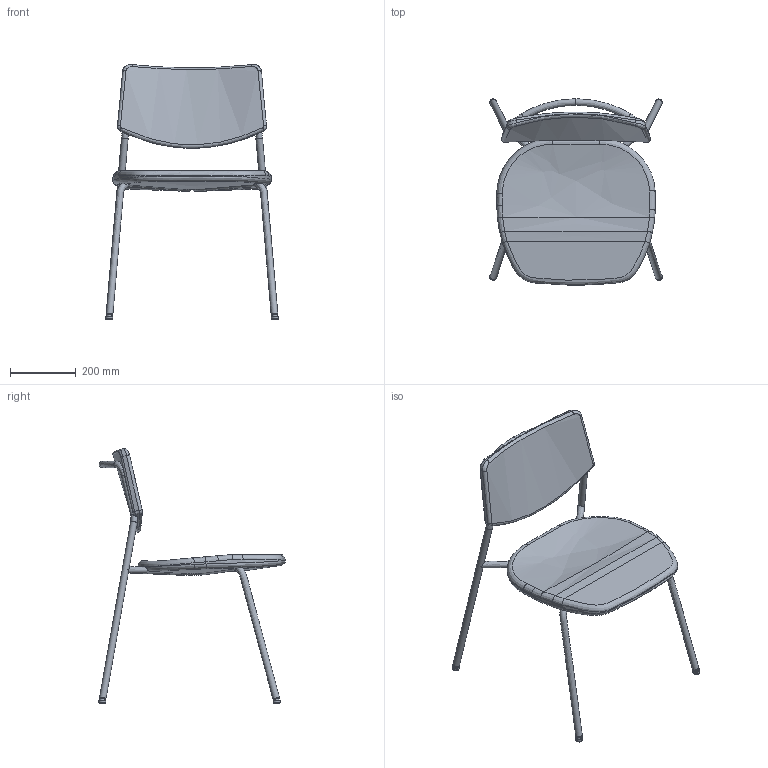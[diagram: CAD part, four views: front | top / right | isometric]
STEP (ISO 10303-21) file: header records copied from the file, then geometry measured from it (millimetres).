
FILE_DESCRIPTION(/* description */ (''),/* implementation_level */ '2;1');
FILE_NAME(/* name */ 'Pipe_CB-58_3D',/* time_stamp */ '2023-10-06T12:26:55+02:00',/* author */ (''),/* organization */ (''),/* preprocessor_version */ 'ST-DEVELOPER v16.5',/* originating_system */ 'Rhino 7.31',/* authorisation */ '');
FILE_SCHEMA (('AUTOMOTIVE_DESIGN'));
Length unit declared in the file: centimetre
Products named in the file (2): Document; Pipe_CB-58
Assembly tree (1 placements, depth 2):
  Document
    Pipe_CB-58
Bounding box: 525.55 x 567.62 x 776.56 mm (x, y, z)
Volume: 8554148.7 mm3; surface area: 912179.6 mm2
Topology: 6 solids, 21 shells, 147 faces, 304 edges, 191 vertices
Faces by surface type: bspline 87, plane 34, cylinder 26
Full cylindrical faces by diameter (mm): 19.5 x4, 20 x8, 21 x4
Entity records: 12248 total; most frequent: CARTESIAN_POINT 10100, ORIENTED_EDGE 592, EDGE_CURVE 304, VERTEX_POINT 191, EDGE_LOOP 157, ADVANCED_FACE 147, FACE_OUTER_BOUND 147, B_SPLINE_CURVE_WITH_KNOTS 133
